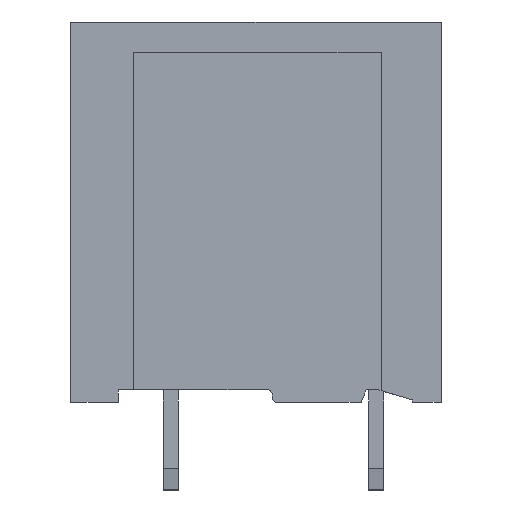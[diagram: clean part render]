
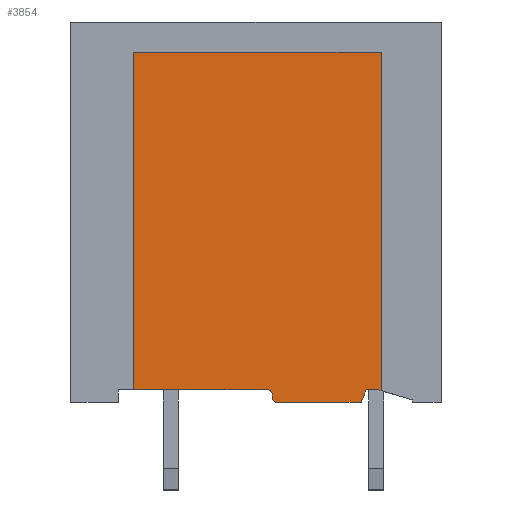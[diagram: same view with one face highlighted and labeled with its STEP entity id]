
A CAD part, left-side view. The second image highlights one B-rep face of the part: STEP entity #3854.
In plain terms, the highlighted planar face has unit normal (-1, 0, 0).
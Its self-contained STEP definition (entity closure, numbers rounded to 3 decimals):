
#704=AXIS2_PLACEMENT_3D('Circle Axis2P3D',#702,#703,$) ;
#788=AXIS2_PLACEMENT_3D('Circle Axis2P3D',#786,#787,$) ;
#3827=AXIS2_PLACEMENT_3D('Plane Axis2P3D',#3824,#3825,#3826) ;
#597=CARTESIAN_POINT('Vertex',(1.1,2.4,3.97)) ;
#600=CARTESIAN_POINT('Line Origine',(1.1,2.45,3.985)) ;
#604=CARTESIAN_POINT('Vertex',(1.1,2.5,4.)) ;
#627=CARTESIAN_POINT('Line Origine',(1.1,2.75,4.)) ;
#631=CARTESIAN_POINT('Vertex',(1.1,3.,4.)) ;
#652=CARTESIAN_POINT('Line Origine',(1.1,3.1,3.75)) ;
#656=CARTESIAN_POINT('Vertex',(1.1,3.2,3.5)) ;
#677=CARTESIAN_POINT('Line Origine',(1.1,4.875,3.5)) ;
#681=CARTESIAN_POINT('Vertex',(1.1,6.55,3.5)) ;
#702=CARTESIAN_POINT('Axis2P3D Location',(1.1,6.55,3.7)) ;
#706=CARTESIAN_POINT('Vertex',(1.1,6.75,3.7)) ;
#743=CARTESIAN_POINT('Line Origine',(1.1,6.75,3.75)) ;
#747=CARTESIAN_POINT('Vertex',(1.1,6.75,3.8)) ;
#786=CARTESIAN_POINT('Axis2P3D Location',(1.1,6.95,3.8)) ;
#790=CARTESIAN_POINT('Vertex',(1.1,6.95,4.)) ;
#808=CARTESIAN_POINT('Line Origine',(1.1,9.625,4.)) ;
#812=CARTESIAN_POINT('Vertex',(1.1,12.3,4.)) ;
#3808=CARTESIAN_POINT('Vertex',(1.1,2.4,17.5)) ;
#3811=CARTESIAN_POINT('Line Origine',(1.1,2.4,10.735)) ;
#3824=CARTESIAN_POINT('Axis2P3D Location',(1.1,2.4,0.)) ;
#3829=CARTESIAN_POINT('Line Origine',(1.1,7.35,17.5)) ;
#3833=CARTESIAN_POINT('Vertex',(1.1,12.3,17.5)) ;
#3836=CARTESIAN_POINT('Line Origine',(1.1,12.3,10.75)) ;
#601=DIRECTION('Vector Direction',(0.,-0.959,-0.284)) ;
#628=DIRECTION('Vector Direction',(0.,1.,0.)) ;
#653=DIRECTION('Vector Direction',(0.,-0.371,0.928)) ;
#678=DIRECTION('Vector Direction',(0.,1.,0.)) ;
#703=DIRECTION('Axis2P3D Direction',(-1.,0.,0.)) ;
#744=DIRECTION('Vector Direction',(0.,0.,1.)) ;
#787=DIRECTION('Axis2P3D Direction',(-1.,0.,0.)) ;
#809=DIRECTION('Vector Direction',(0.,1.,0.)) ;
#3812=DIRECTION('Vector Direction',(0.,0.,1.)) ;
#3825=DIRECTION('Axis2P3D Direction',(1.,0.,0.)) ;
#3826=DIRECTION('Axis2P3D XDirection',(0.,1.,0.)) ;
#3830=DIRECTION('Vector Direction',(0.,1.,0.)) ;
#3837=DIRECTION('Vector Direction',(0.,0.,1.)) ;
#602=VECTOR('Line Direction',#601,1.) ;
#629=VECTOR('Line Direction',#628,1.) ;
#654=VECTOR('Line Direction',#653,1.) ;
#679=VECTOR('Line Direction',#678,1.) ;
#745=VECTOR('Line Direction',#744,1.) ;
#810=VECTOR('Line Direction',#809,1.) ;
#3813=VECTOR('Line Direction',#3812,1.) ;
#3831=VECTOR('Line Direction',#3830,1.) ;
#3838=VECTOR('Line Direction',#3837,1.) ;
#3842=ORIENTED_EDGE('',*,*,#658,.T.) ;
#3843=ORIENTED_EDGE('',*,*,#633,.F.) ;
#3844=ORIENTED_EDGE('',*,*,#606,.T.) ;
#3845=ORIENTED_EDGE('',*,*,#3815,.T.) ;
#3846=ORIENTED_EDGE('',*,*,#3835,.F.) ;
#3847=ORIENTED_EDGE('',*,*,#3840,.F.) ;
#3848=ORIENTED_EDGE('',*,*,#814,.F.) ;
#3849=ORIENTED_EDGE('',*,*,#792,.T.) ;
#3850=ORIENTED_EDGE('',*,*,#749,.F.) ;
#3851=ORIENTED_EDGE('',*,*,#708,.F.) ;
#3852=ORIENTED_EDGE('',*,*,#683,.T.) ;
#3854=ADVANCED_FACE('Housing',(#3853),#3828,.F.) ;
#705=CIRCLE('generated circle',#704,0.2) ;
#789=CIRCLE('generated circle',#788,0.2) ;
#606=EDGE_CURVE('',#605,#598,#603,.T.) ;
#633=EDGE_CURVE('',#605,#632,#630,.T.) ;
#658=EDGE_CURVE('',#657,#632,#655,.T.) ;
#683=EDGE_CURVE('',#682,#657,#680,.F.) ;
#708=EDGE_CURVE('',#682,#707,#705,.F.) ;
#749=EDGE_CURVE('',#707,#748,#746,.T.) ;
#792=EDGE_CURVE('',#791,#748,#789,.F.) ;
#814=EDGE_CURVE('',#791,#813,#811,.T.) ;
#3815=EDGE_CURVE('',#598,#3809,#3814,.T.) ;
#3835=EDGE_CURVE('',#3834,#3809,#3832,.F.) ;
#3840=EDGE_CURVE('',#813,#3834,#3839,.T.) ;
#3841=EDGE_LOOP('',(#3842,#3843,#3844,#3845,#3846,#3847,#3848,#3849,#3850,#3851,#3852)) ;
#3853=FACE_OUTER_BOUND('',#3841,.T.) ;
#603=LINE('Line',#600,#602) ;
#630=LINE('Line',#627,#629) ;
#655=LINE('Line',#652,#654) ;
#680=LINE('Line',#677,#679) ;
#746=LINE('Line',#743,#745) ;
#811=LINE('Line',#808,#810) ;
#3814=LINE('Line',#3811,#3813) ;
#3832=LINE('Line',#3829,#3831) ;
#3839=LINE('Line',#3836,#3838) ;
#3828=PLANE('',#3827) ;
#598=VERTEX_POINT('',#597) ;
#605=VERTEX_POINT('',#604) ;
#632=VERTEX_POINT('',#631) ;
#657=VERTEX_POINT('',#656) ;
#682=VERTEX_POINT('',#681) ;
#707=VERTEX_POINT('',#706) ;
#748=VERTEX_POINT('',#747) ;
#791=VERTEX_POINT('',#790) ;
#813=VERTEX_POINT('',#812) ;
#3809=VERTEX_POINT('',#3808) ;
#3834=VERTEX_POINT('',#3833) ;
